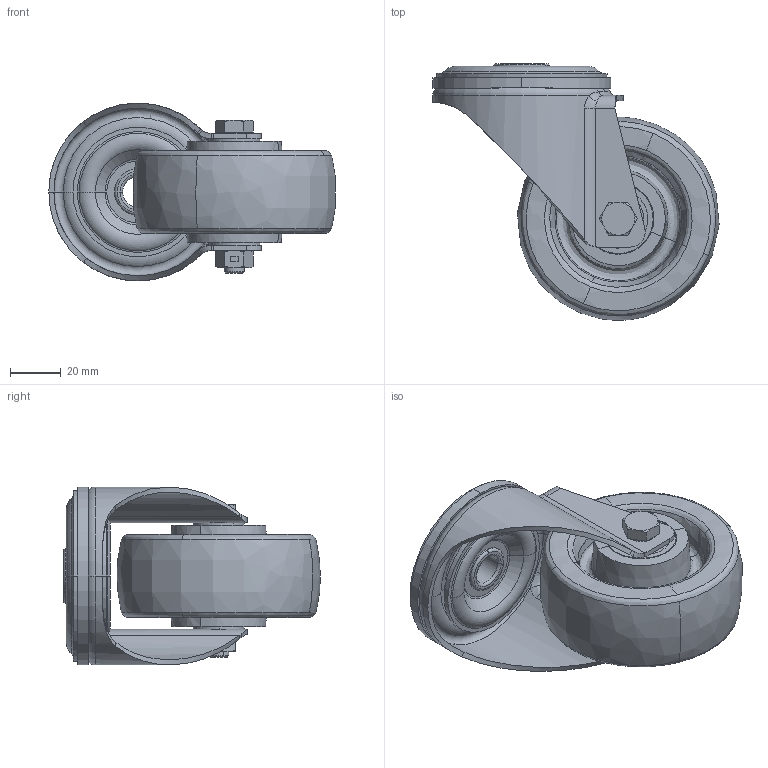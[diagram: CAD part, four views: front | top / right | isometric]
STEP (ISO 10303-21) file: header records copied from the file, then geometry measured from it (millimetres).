
FILE_DESCRIPTION (( 'STEP AP214' ), '1' );
FILE_NAME ('0055693.step', '2023-11-15T11:08:17', ( '' ), ( '' ), 'SwSTEP 2.0', 'SolidWorks 2020', '' );
FILE_SCHEMA (( 'AUTOMOTIVE_DESIGN' ));
Length unit declared in the file: millimetre
Products named in the file (1): 0055693
Bounding box: 112.68 x 100.97 x 70 mm (x, y, z)
Volume: 182683.1 mm3; surface area: 97324.1 mm2
Topology: 20 solids, 21 shells, 688 faces, 1681 edges, 1046 vertices
Faces by surface type: bspline 204, cone 144, plane 125, cylinder 121, torus 94
Entity records: 34350 total; most frequent: CARTESIAN_POINT 11357, ORIENTED_EDGE 3362, DIRECTION 3052, EDGE_CURVE 1681, AXIS2_PLACEMENT_3D 1329, VERTEX_POINT 1046, CIRCLE 844, EDGE_LOOP 743
